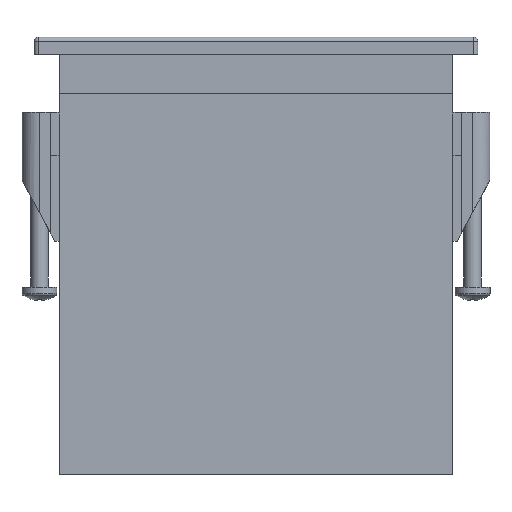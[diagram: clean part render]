
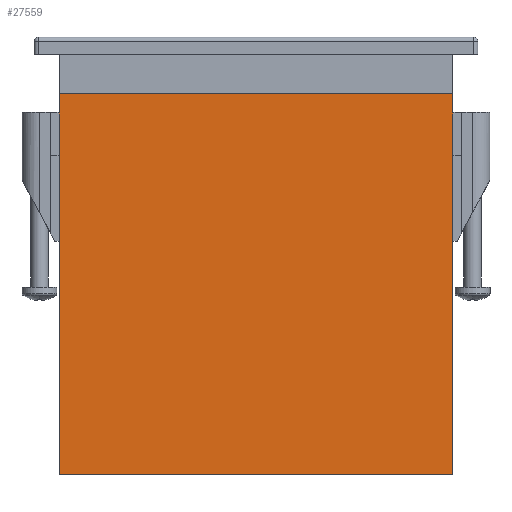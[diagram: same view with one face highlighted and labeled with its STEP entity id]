
A CAD part, front view. The second image highlights one B-rep face of the part: STEP entity #27559.
In plain terms, the highlighted planar face has unit normal (0, -1, 0).
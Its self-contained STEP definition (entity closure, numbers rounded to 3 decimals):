
#55 = CARTESIAN_POINT ( 'NONE',  ( 90., 0., 0. ) ) ;
#4128 = DIRECTION ( 'NONE',  ( 0., 0., -1. ) ) ;
#6102 = ORIENTED_EDGE ( 'NONE', *, *, #41413, .F. ) ;
#6401 = VECTOR ( 'NONE', #22139, 1000. ) ;
#6445 = EDGE_LOOP ( 'NONE', ( #21720, #20777, #6102, #16393 ) ) ;
#6784 = AXIS2_PLACEMENT_3D ( 'NONE', #12004, #32322, #8133 ) ;
#7189 = VECTOR ( 'NONE', #39368, 1000. ) ;
#8133 = DIRECTION ( 'NONE',  ( 0., 0., 1. ) ) ;
#12004 = CARTESIAN_POINT ( 'NONE',  ( 90., 0., 0. ) ) ;
#12824 = VECTOR ( 'NONE', #4128, 1000. ) ;
#13469 = LINE ( 'NONE', #46810, #44503 ) ;
#15019 = VERTEX_POINT ( 'NONE', #17461 ) ;
#15114 = CARTESIAN_POINT ( 'NONE',  ( 90., 0., -87.1 ) ) ;
#16393 = ORIENTED_EDGE ( 'NONE', *, *, #45577, .T. ) ;
#17461 = CARTESIAN_POINT ( 'NONE',  ( 90., 0., 0. ) ) ;
#18304 = VERTEX_POINT ( 'NONE', #30241 ) ;
#20392 = VERTEX_POINT ( 'NONE', #36616 ) ;
#20777 = ORIENTED_EDGE ( 'NONE', *, *, #38627, .F. ) ;
#21720 = ORIENTED_EDGE ( 'NONE', *, *, #38547, .T. ) ;
#22139 = DIRECTION ( 'NONE',  ( -1., 0., 0. ) ) ;
#23059 = CARTESIAN_POINT ( 'NONE',  ( 0., 0., 0. ) ) ;
#27559 = ADVANCED_FACE ( 'NONE', ( #46929 ), #48471, .F. ) ;
#28656 = LINE ( 'NONE', #15114, #7189 ) ;
#30241 = CARTESIAN_POINT ( 'NONE',  ( 0., 0., -87.1 ) ) ;
#32322 = DIRECTION ( 'NONE',  ( 0., 1., 0. ) ) ;
#34320 = LINE ( 'NONE', #55, #12824 ) ;
#36616 = CARTESIAN_POINT ( 'NONE',  ( 90., 0., -87.1 ) ) ;
#37341 = LINE ( 'NONE', #46358, #6401 ) ;
#38547 = EDGE_CURVE ( 'NONE', #42691, #18304, #13469, .T. ) ;
#38627 = EDGE_CURVE ( 'NONE', #20392, #18304, #28656, .T. ) ;
#39368 = DIRECTION ( 'NONE',  ( -1., 0., 0. ) ) ;
#41413 = EDGE_CURVE ( 'NONE', #15019, #20392, #34320, .T. ) ;
#42691 = VERTEX_POINT ( 'NONE', #23059 ) ;
#44503 = VECTOR ( 'NONE', #47183, 1000. ) ;
#45577 = EDGE_CURVE ( 'NONE', #15019, #42691, #37341, .T. ) ;
#46358 = CARTESIAN_POINT ( 'NONE',  ( 90., 0., 0. ) ) ;
#46810 = CARTESIAN_POINT ( 'NONE',  ( 0., 0., 0. ) ) ;
#46929 = FACE_OUTER_BOUND ( 'NONE', #6445, .T. ) ;
#47183 = DIRECTION ( 'NONE',  ( 0., 0., -1. ) ) ;
#48471 = PLANE ( 'NONE',  #6784 ) ;
